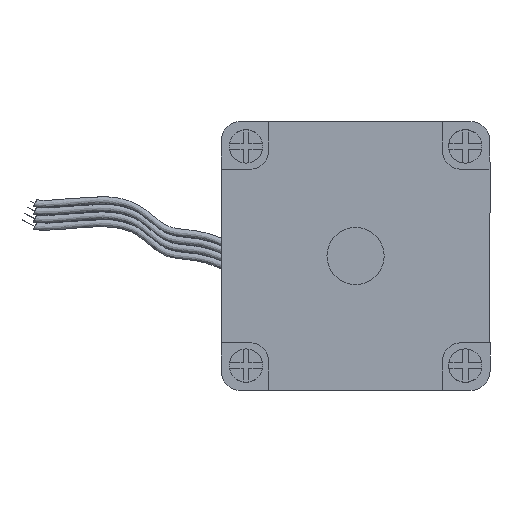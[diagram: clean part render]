
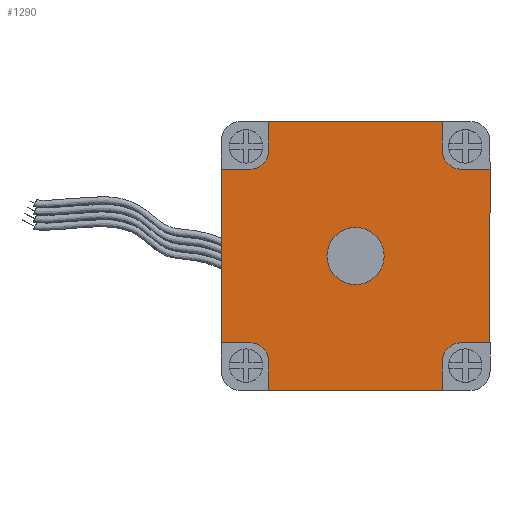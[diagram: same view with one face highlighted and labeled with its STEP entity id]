
A CAD part, front view. The second image highlights one B-rep face of the part: STEP entity #1290.
In plain terms, the highlighted planar face has unit normal (0, -1, 0).
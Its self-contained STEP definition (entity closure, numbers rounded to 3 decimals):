
#51 = LINE ( 'NONE', #5847, #4210 ) ;
#69 = EDGE_CURVE ( 'NONE', #4608, #5640, #6401, .T. ) ;
#103 = VERTEX_POINT ( 'NONE', #2829 ) ;
#116 = CARTESIAN_POINT ( 'NONE',  ( 14.1, 0., -9.1 ) ) ;
#176 = DIRECTION ( 'NONE',  ( 0., 0., -1. ) ) ;
#236 = ORIENTED_EDGE ( 'NONE', *, *, #390, .T. ) ;
#261 = DIRECTION ( 'NONE',  ( 0., 0., 1. ) ) ;
#323 = EDGE_CURVE ( 'NONE', #5640, #4608, #824, .T. ) ;
#361 = DIRECTION ( 'NONE',  ( -1., 0., 0. ) ) ;
#390 = EDGE_CURVE ( 'NONE', #4204, #103, #1939, .T. ) ;
#505 = LINE ( 'NONE', #2135, #4804 ) ;
#506 = DIRECTION ( 'NONE',  ( 0., 0., -1. ) ) ;
#508 = CARTESIAN_POINT ( 'NONE',  ( 0., 0., 0. ) ) ;
#522 = ORIENTED_EDGE ( 'NONE', *, *, #3876, .F. ) ;
#544 = VERTEX_POINT ( 'NONE', #5235 ) ;
#559 = DIRECTION ( 'NONE',  ( 0., 1., 0. ) ) ;
#704 = AXIS2_PLACEMENT_3D ( 'NONE', #7199, #3875, #506 ) ;
#824 = CIRCLE ( 'NONE', #704, 3. ) ;
#825 = AXIS2_PLACEMENT_3D ( 'NONE', #508, #1633, #5534 ) ;
#897 = LINE ( 'NONE', #5698, #6465 ) ;
#903 = CARTESIAN_POINT ( 'NONE',  ( -9.1, 0., -14.1 ) ) ;
#943 = VECTOR ( 'NONE', #3450, 1000. ) ;
#955 = ORIENTED_EDGE ( 'NONE', *, *, #3281, .F. ) ;
#985 = CARTESIAN_POINT ( 'NONE',  ( -11.1, 0., -11.1 ) ) ;
#1009 = ORIENTED_EDGE ( 'NONE', *, *, #7238, .F. ) ;
#1087 = EDGE_CURVE ( 'NONE', #4430, #4671, #6939, .T. ) ;
#1089 = PLANE ( 'NONE',  #825 ) ;
#1167 = CARTESIAN_POINT ( 'NONE',  ( -11.1, 0., -9.1 ) ) ;
#1233 = CIRCLE ( 'NONE', #5152, 2. ) ;
#1290 = ADVANCED_FACE ( 'NONE', ( #2881, #5863 ), #1089, .F. ) ;
#1386 = DIRECTION ( 'NONE',  ( -1., 0., 0. ) ) ;
#1397 = VECTOR ( 'NONE', #4912, 1000. ) ;
#1541 = DIRECTION ( 'NONE',  ( 0., 0., 1. ) ) ;
#1592 = EDGE_CURVE ( 'NONE', #5286, #6577, #1233, .T. ) ;
#1633 = DIRECTION ( 'NONE',  ( 0., 1., 0. ) ) ;
#1744 = AXIS2_PLACEMENT_3D ( 'NONE', #3928, #559, #4470 ) ;
#1752 = DIRECTION ( 'NONE',  ( 0., 0., 1. ) ) ;
#1856 = CARTESIAN_POINT ( 'NONE',  ( 9.1, 0., 11.1 ) ) ;
#1899 = CIRCLE ( 'NONE', #1744, 2. ) ;
#1938 = CARTESIAN_POINT ( 'NONE',  ( -9.1, 0., 9.1 ) ) ;
#1939 = CIRCLE ( 'NONE', #3855, 2. ) ;
#2049 = LINE ( 'NONE', #7066, #4862 ) ;
#2122 = ORIENTED_EDGE ( 'NONE', *, *, #1592, .T. ) ;
#2135 = CARTESIAN_POINT ( 'NONE',  ( 9.1, 0., -9.1 ) ) ;
#2210 = EDGE_LOOP ( 'NONE', ( #3621, #4432 ) ) ;
#2332 = CIRCLE ( 'NONE', #5269, 2. ) ;
#2338 = EDGE_CURVE ( 'NONE', #5882, #5184, #897, .T. ) ;
#2351 = DIRECTION ( 'NONE',  ( 0., 0., 1. ) ) ;
#2394 = LINE ( 'NONE', #2872, #943 ) ;
#2401 = CARTESIAN_POINT ( 'NONE',  ( 0., 0., 0. ) ) ;
#2440 = CARTESIAN_POINT ( 'NONE',  ( -9.1, 0., -9.1 ) ) ;
#2485 = VERTEX_POINT ( 'NONE', #6982 ) ;
#2487 = DIRECTION ( 'NONE',  ( 0., 0., 1. ) ) ;
#2520 = CARTESIAN_POINT ( 'NONE',  ( 0., 0., -3. ) ) ;
#2528 = DIRECTION ( 'NONE',  ( 0., 0., 1. ) ) ;
#2538 = CARTESIAN_POINT ( 'NONE',  ( -9.1, 0., 9.1 ) ) ;
#2710 = CARTESIAN_POINT ( 'NONE',  ( 11.1, 0., -9.1 ) ) ;
#2740 = ORIENTED_EDGE ( 'NONE', *, *, #3734, .F. ) ;
#2749 = ORIENTED_EDGE ( 'NONE', *, *, #5219, .T. ) ;
#2768 = VERTEX_POINT ( 'NONE', #7198 ) ;
#2829 = CARTESIAN_POINT ( 'NONE',  ( -11.1, 0., 9.1 ) ) ;
#2872 = CARTESIAN_POINT ( 'NONE',  ( 9.1, 0., 9.1 ) ) ;
#2881 = FACE_BOUND ( 'NONE', #2210, .T. ) ;
#2971 = VECTOR ( 'NONE', #5845, 1000. ) ;
#2994 = CARTESIAN_POINT ( 'NONE',  ( 11.1, 0., 9.1 ) ) ;
#3202 = DIRECTION ( 'NONE',  ( 1., 0., 0. ) ) ;
#3281 = EDGE_CURVE ( 'NONE', #544, #5563, #2394, .T. ) ;
#3450 = DIRECTION ( 'NONE',  ( 0., 0., -1. ) ) ;
#3474 = ORIENTED_EDGE ( 'NONE', *, *, #4866, .F. ) ;
#3621 = ORIENTED_EDGE ( 'NONE', *, *, #69, .F. ) ;
#3636 = AXIS2_PLACEMENT_3D ( 'NONE', #2401, #4111, #176 ) ;
#3638 = DIRECTION ( 'NONE',  ( 0., 1., 0. ) ) ;
#3726 = LINE ( 'NONE', #2440, #5191 ) ;
#3734 = EDGE_CURVE ( 'NONE', #5366, #5882, #3726, .T. ) ;
#3748 = DIRECTION ( 'NONE',  ( 0., 1., 0. ) ) ;
#3855 = AXIS2_PLACEMENT_3D ( 'NONE', #6135, #3748, #1752 ) ;
#3875 = DIRECTION ( 'NONE',  ( 0., -1., 0. ) ) ;
#3876 = EDGE_CURVE ( 'NONE', #4478, #4430, #6635, .T. ) ;
#3888 = EDGE_CURVE ( 'NONE', #5366, #2768, #2332, .T. ) ;
#3902 = VECTOR ( 'NONE', #2528, 1000. ) ;
#3928 = CARTESIAN_POINT ( 'NONE',  ( 11.1, 0., 11.1 ) ) ;
#4009 = EDGE_CURVE ( 'NONE', #6577, #4671, #505, .T. ) ;
#4111 = DIRECTION ( 'NONE',  ( 0., -1., 0. ) ) ;
#4156 = ORIENTED_EDGE ( 'NONE', *, *, #6278, .T. ) ;
#4204 = VERTEX_POINT ( 'NONE', #4330 ) ;
#4210 = VECTOR ( 'NONE', #2487, 1000. ) ;
#4216 = EDGE_CURVE ( 'NONE', #6849, #544, #4358, .T. ) ;
#4290 = CARTESIAN_POINT ( 'NONE',  ( 14.1, 0., -14.1 ) ) ;
#4330 = CARTESIAN_POINT ( 'NONE',  ( -9.1, 0., 11.1 ) ) ;
#4358 = LINE ( 'NONE', #5442, #1397 ) ;
#4430 = VERTEX_POINT ( 'NONE', #6313 ) ;
#4432 = ORIENTED_EDGE ( 'NONE', *, *, #323, .F. ) ;
#4433 = ORIENTED_EDGE ( 'NONE', *, *, #1087, .F. ) ;
#4446 = CARTESIAN_POINT ( 'NONE',  ( -14.1, 0., 9.1 ) ) ;
#4470 = DIRECTION ( 'NONE',  ( 0., 0., 1. ) ) ;
#4478 = VERTEX_POINT ( 'NONE', #2994 ) ;
#4542 = ORIENTED_EDGE ( 'NONE', *, *, #3888, .T. ) ;
#4608 = VERTEX_POINT ( 'NONE', #2520 ) ;
#4668 = ORIENTED_EDGE ( 'NONE', *, *, #4880, .T. ) ;
#4671 = VERTEX_POINT ( 'NONE', #116 ) ;
#4701 = ORIENTED_EDGE ( 'NONE', *, *, #4009, .T. ) ;
#4712 = CARTESIAN_POINT ( 'NONE',  ( 0., 0., 3. ) ) ;
#4804 = VECTOR ( 'NONE', #6038, 1000. ) ;
#4829 = DIRECTION ( 'NONE',  ( 0., 0., -1. ) ) ;
#4862 = VECTOR ( 'NONE', #361, 1000. ) ;
#4866 = EDGE_CURVE ( 'NONE', #7207, #2768, #51, .T. ) ;
#4880 = EDGE_CURVE ( 'NONE', #103, #5184, #6994, .T. ) ;
#4892 = DIRECTION ( 'NONE',  ( 0., 1., 0. ) ) ;
#4912 = DIRECTION ( 'NONE',  ( 1., 0., 0. ) ) ;
#5074 = CARTESIAN_POINT ( 'NONE',  ( 9.1, 0., -11.1 ) ) ;
#5103 = CARTESIAN_POINT ( 'NONE',  ( -9.1, 0., 14.1 ) ) ;
#5138 = VECTOR ( 'NONE', #3202, 1000. ) ;
#5152 = AXIS2_PLACEMENT_3D ( 'NONE', #6974, #3638, #261 ) ;
#5184 = VERTEX_POINT ( 'NONE', #4446 ) ;
#5191 = VECTOR ( 'NONE', #1386, 1000. ) ;
#5219 = EDGE_CURVE ( 'NONE', #4478, #5563, #1899, .T. ) ;
#5235 = CARTESIAN_POINT ( 'NONE',  ( 9.1, 0., 14.1 ) ) ;
#5269 = AXIS2_PLACEMENT_3D ( 'NONE', #985, #4892, #1541 ) ;
#5286 = VERTEX_POINT ( 'NONE', #5074 ) ;
#5366 = VERTEX_POINT ( 'NONE', #1167 ) ;
#5442 = CARTESIAN_POINT ( 'NONE',  ( -14.1, 0., 14.1 ) ) ;
#5489 = VECTOR ( 'NONE', #6434, 1000. ) ;
#5534 = DIRECTION ( 'NONE',  ( 0., 0., 1. ) ) ;
#5542 = ORIENTED_EDGE ( 'NONE', *, *, #2338, .F. ) ;
#5563 = VERTEX_POINT ( 'NONE', #1856 ) ;
#5640 = VERTEX_POINT ( 'NONE', #4712 ) ;
#5698 = CARTESIAN_POINT ( 'NONE',  ( -14.1, 0., -14.1 ) ) ;
#5798 = EDGE_LOOP ( 'NONE', ( #4433, #522, #2749, #955, #6918, #4156, #236, #4668, #5542, #2740, #4542, #3474, #1009, #6358, #2122, #4701 ) ) ;
#5845 = DIRECTION ( 'NONE',  ( 0., 0., -1. ) ) ;
#5847 = CARTESIAN_POINT ( 'NONE',  ( -9.1, 0., -9.1 ) ) ;
#5863 = FACE_OUTER_BOUND ( 'NONE', #5798, .T. ) ;
#5882 = VERTEX_POINT ( 'NONE', #6002 ) ;
#5941 = LINE ( 'NONE', #1938, #2971 ) ;
#5969 = CARTESIAN_POINT ( 'NONE',  ( 9.1, 0., 9.1 ) ) ;
#6002 = CARTESIAN_POINT ( 'NONE',  ( -14.1, 0., -9.1 ) ) ;
#6038 = DIRECTION ( 'NONE',  ( 1., 0., 0. ) ) ;
#6135 = CARTESIAN_POINT ( 'NONE',  ( -11.1, 0., 11.1 ) ) ;
#6278 = EDGE_CURVE ( 'NONE', #6849, #4204, #5941, .T. ) ;
#6313 = CARTESIAN_POINT ( 'NONE',  ( 14.1, 0., 9.1 ) ) ;
#6358 = ORIENTED_EDGE ( 'NONE', *, *, #7114, .T. ) ;
#6401 = CIRCLE ( 'NONE', #3636, 3. ) ;
#6434 = DIRECTION ( 'NONE',  ( -1., 0., 0. ) ) ;
#6465 = VECTOR ( 'NONE', #2351, 1000. ) ;
#6577 = VERTEX_POINT ( 'NONE', #2710 ) ;
#6635 = LINE ( 'NONE', #5969, #5138 ) ;
#6735 = VECTOR ( 'NONE', #4829, 1000. ) ;
#6849 = VERTEX_POINT ( 'NONE', #5103 ) ;
#6870 = LINE ( 'NONE', #7001, #3902 ) ;
#6918 = ORIENTED_EDGE ( 'NONE', *, *, #4216, .F. ) ;
#6939 = LINE ( 'NONE', #4290, #6735 ) ;
#6974 = CARTESIAN_POINT ( 'NONE',  ( 11.1, 0., -11.1 ) ) ;
#6982 = CARTESIAN_POINT ( 'NONE',  ( 9.1, 0., -14.1 ) ) ;
#6994 = LINE ( 'NONE', #2538, #5489 ) ;
#7001 = CARTESIAN_POINT ( 'NONE',  ( 9.1, 0., -9.1 ) ) ;
#7066 = CARTESIAN_POINT ( 'NONE',  ( -14.1, 0., -14.1 ) ) ;
#7114 = EDGE_CURVE ( 'NONE', #2485, #5286, #6870, .T. ) ;
#7198 = CARTESIAN_POINT ( 'NONE',  ( -9.1, 0., -11.1 ) ) ;
#7199 = CARTESIAN_POINT ( 'NONE',  ( 0., 0., 0. ) ) ;
#7207 = VERTEX_POINT ( 'NONE', #903 ) ;
#7238 = EDGE_CURVE ( 'NONE', #2485, #7207, #2049, .T. ) ;
